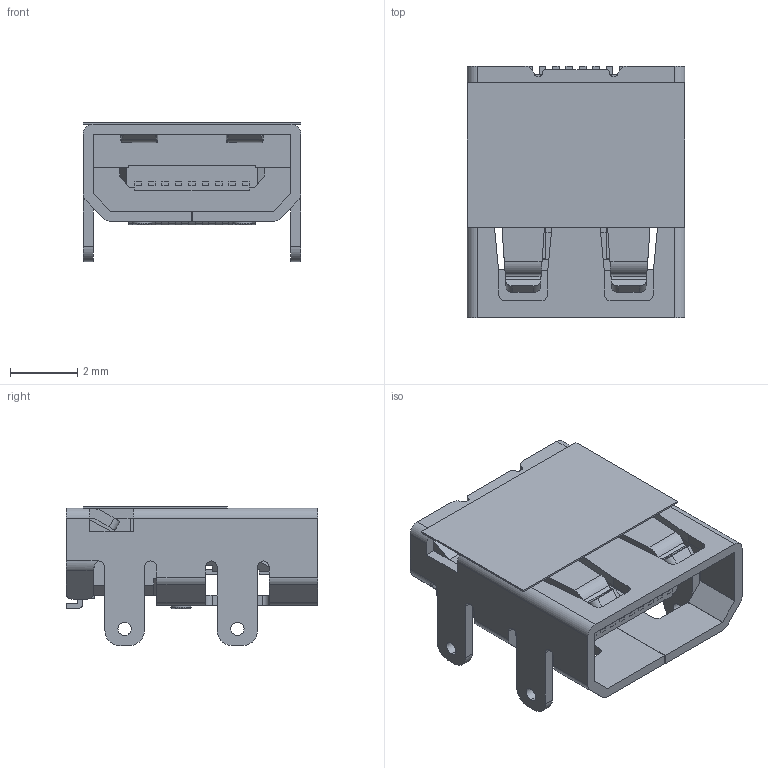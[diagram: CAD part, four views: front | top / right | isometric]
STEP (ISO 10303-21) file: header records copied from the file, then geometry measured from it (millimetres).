
FILE_DESCRIPTION(('STEP AP242'),'1');
FILE_NAME('685119248123.stp','2022-03-20T21:21:48',('TraceParts'),('TraceParts S.A.'),'Spatial InterOp 3D',' ',' ');
FILE_SCHEMA(('AP242_MANAGED_MODEL_BASED_3D_ENGINEERING_MIM_LF {1 0 10303 442 1 1 4}'));
Length unit declared in the file: millimetre
Products named in the file (1): 685119248123_1
Bounding box: 6.5 x 7.5 x 4.15 mm (x, y, z)
Volume: 72.4 mm3; surface area: 600.5 mm2
Topology: 23 solids, 23 shells, 1072 faces, 3231 edges, 2112 vertices
Faces by surface type: plane 834, cylinder 232, torus 4, bspline 2
Entity records: 36411 total; most frequent: CARTESIAN_POINT 6472, ORIENTED_EDGE 6462, DIRECTION 5885, EDGE_CURVE 3231, LINE 2755, VECTOR 2755, VERTEX_POINT 2112, AXIS2_PLACEMENT_3D 1565
